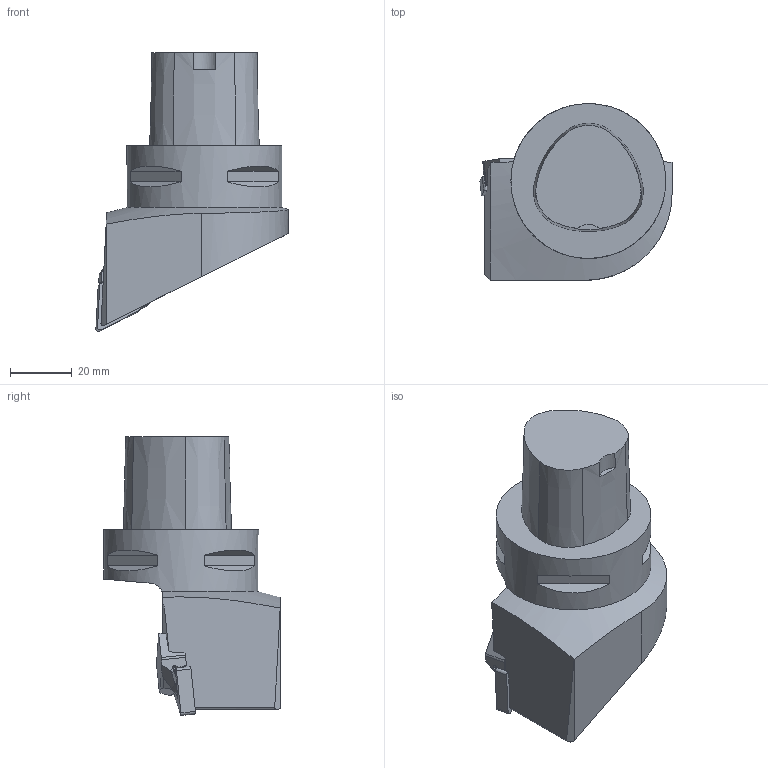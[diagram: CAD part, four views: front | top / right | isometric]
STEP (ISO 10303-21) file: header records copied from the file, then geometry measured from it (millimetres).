
FILE_DESCRIPTION(/* description */ (''),/* implementation_level */ '2;1');
FILE_NAME(/* name */ '1539231934622.stp',/* time_stamp */ '2018-10-11T09:55:57+05:00',/* author */ (''),/* organization */ ('SMS'),/* preprocessor_version */ 'ST-DEVELOPER v15',/* originating_system */ 'SIEMENS PLM Software NX 8.5',/* authorisation */ '');
FILE_SCHEMA (('AUTOMOTIVE_DESIGN { 1 0 10303 214 3 1 1 1 }'));
Length unit declared in the file: millimetre
Products named in the file (4): ASSEMBLY_CONSTRUCTION; IsoTurningInsert; 201754164mod000_00; 201754162mod000_00
Assembly tree (3 placements, depth 2):
  201754162mod000_00
    201754164mod000_00
    IsoTurningInsert
    ASSEMBLY_CONSTRUCTION
Bounding box: 62 x 56.98 x 90 mm (x, y, z)
Volume: 112921.7 mm3; surface area: 17224.8 mm2
Topology: 2 solids, 3 shells, 86 faces, 224 edges, 156 vertices
Faces by surface type: plane 53, cylinder 26, cone 7
Full cylindrical faces by diameter (mm): 3.81 x2, 5 x1, 50 x1
Entity records: 2859 total; most frequent: CARTESIAN_POINT 552, DIRECTION 473, ORIENTED_EDGE 432, EDGE_CURVE 216, AXIS2_PLACEMENT_3D 173, VERTEX_POINT 146, LINE 127, VECTOR 127
